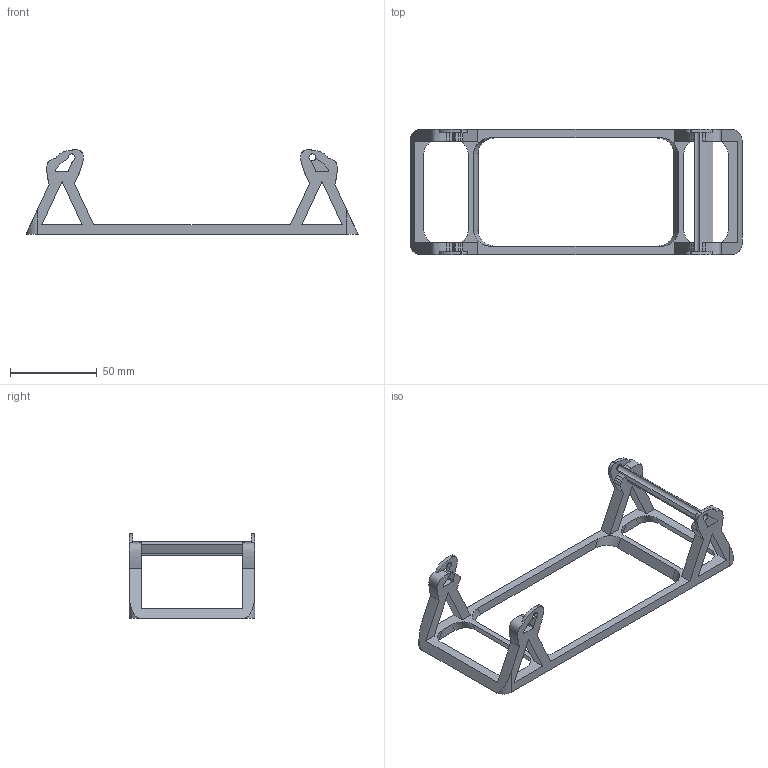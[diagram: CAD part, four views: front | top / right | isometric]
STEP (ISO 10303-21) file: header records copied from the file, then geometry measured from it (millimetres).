
FILE_DESCRIPTION(/* description */ (''),/* implementation_level */ '2;1');
FILE_NAME(/* name */ 'Spool Holder v13.stp',/* time_stamp */ '2025-09-12T00:28:40+02:00',/* author */ (''),/* organization */ (''),/* preprocessor_version */ 'ST-DEVELOPER v20.1',/* originating_system */ 'Autodesk Translation Framework v14.10.0.0',/* authorisation */ '');
FILE_SCHEMA (('AUTOMOTIVE_DESIGN { 1 0 10303 214 3 1 1 }'));
Length unit declared in the file: millimetre
Products named in the file (2): Spool Holder; Component1
Assembly tree (1 placements, depth 2):
  Spool Holder
    Component1
Bounding box: 191.56 x 72.5 x 48.93 mm (x, y, z)
Volume: 35883.8 mm3; surface area: 24743.2 mm2
Topology: 2 solids, 2 shells, 131 faces, 402 edges, 267 vertices
Faces by surface type: plane 60, bspline 36, cylinder 35
Entity records: 5850 total; most frequent: CARTESIAN_POINT 2455, ORIENTED_EDGE 804, DIRECTION 588, EDGE_CURVE 402, VERTEX_POINT 267, LINE 252, VECTOR 252, AXIS2_PLACEMENT_3D 168
